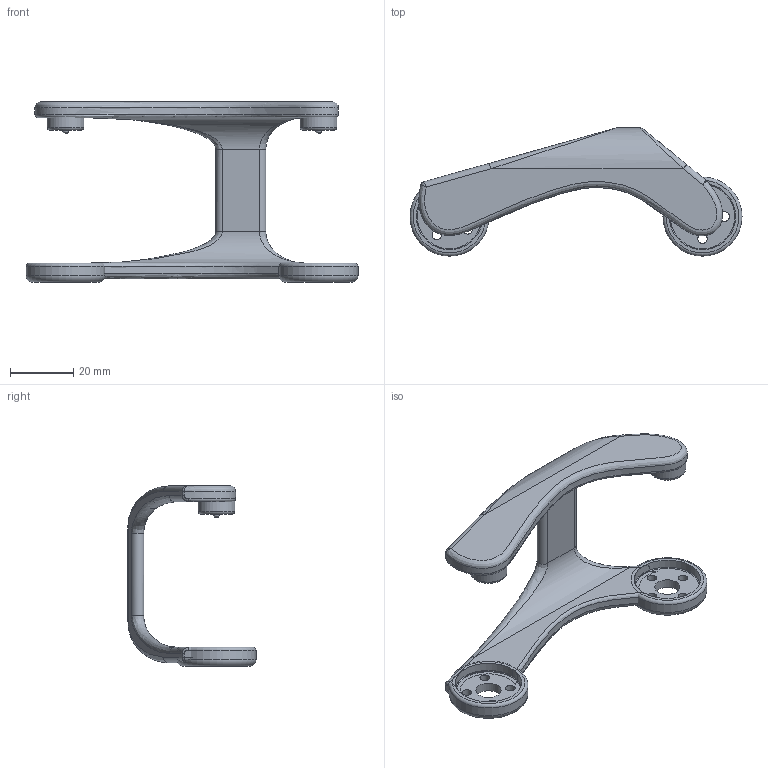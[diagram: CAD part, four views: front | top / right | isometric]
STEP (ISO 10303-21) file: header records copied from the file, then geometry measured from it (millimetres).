
FILE_DESCRIPTION(('FreeCAD Model'),'2;1');
FILE_NAME('femur.step', '2023-01-28T19:59:18',('Author'),(''), 'Open CASCADE STEP processor 7.3','FreeCAD','Unknown');
FILE_SCHEMA(('AUTOMOTIVE_DESIGN { 1 0 10303 214 1 1 1 1 }'));
Length unit declared in the file: millimetre
Products named in the file (5): Fillet023; Fillet044; Cut010; Cut011; Cut012
Bounding box: 105 x 40.5 x 57 mm (x, y, z)
Volume: 22736.7 mm3; surface area: 13226.6 mm2
Topology: 5 solids, 5 shells, 105 faces, 230 edges, 135 vertices
Faces by surface type: cylinder 40, bspline 27, plane 22, torus 10, extrusion 4, revolution 2
Full cylindrical faces by diameter (mm): 2 x2, 3 x8, 8 x2, 11.6 x2, 21 x2, 25 x2
Entity records: 29748 total; most frequent: CARTESIAN_POINT 24875, DIRECTION 613, ORIENTED_EDGE 452, PCURVE 452, DEFINITIONAL_REPRESENTATION 452, VECTOR 279, LINE 275, B_SPLINE_CURVE_WITH_KNOTS 228
